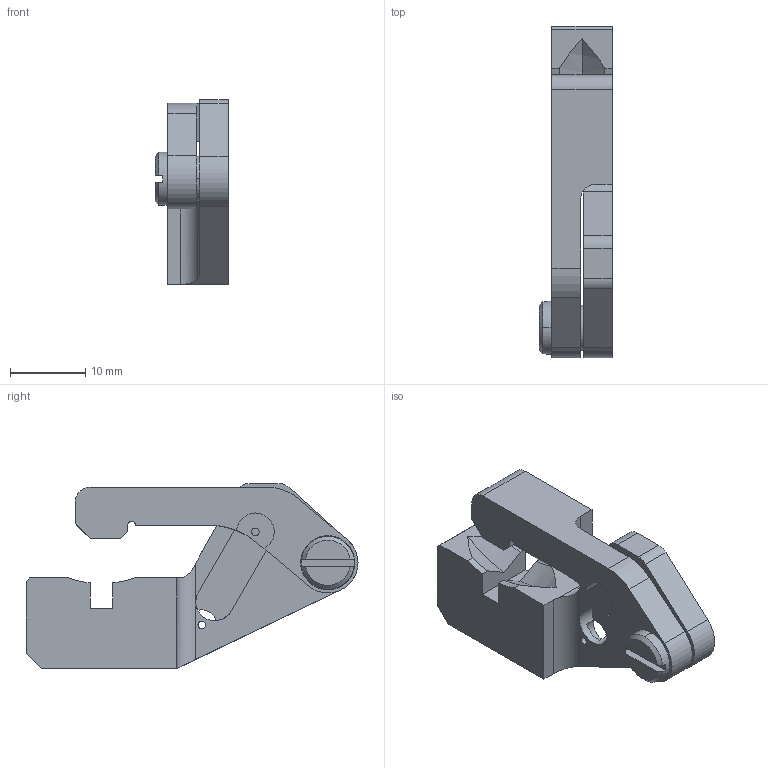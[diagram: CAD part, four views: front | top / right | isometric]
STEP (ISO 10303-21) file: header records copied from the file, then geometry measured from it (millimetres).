
FILE_DESCRIPTION((''),'2;1');
FILE_NAME('VMB-A2_ASM','2024-10-08T10:30:56',('R&D'),(''),'CREO PARAMETRIC BY PTC INC, 2021063','CREO PARAMETRIC BY PTC INC, 2021063','');
FILE_SCHEMA(('CONFIG_CONTROL_DESIGN'));
Length unit declared in the file: millimetre
Products named in the file (6): VMB-A2-1; VMB-A2-2; VMB-A2-3; VMB-A2-4; VMB-A2-5; VMB-A2_ASM
Assembly tree (5 placements, depth 2):
  VMB-A2_ASM
    VMB-A2-1
    VMB-A2-2
    VMB-A2-3
    VMB-A2-4
    VMB-A2-5
Bounding box: 9.8 x 44 x 24.5 mm (x, y, z)
Volume: 4074.8 mm3; surface area: 3546.7 mm2
Topology: 5 solids, 5 shells, 173 faces, 461 edges, 303 vertices
Faces by surface type: cylinder 77, plane 56, bspline 26, cone 14
Entity records: 8942 total; most frequent: CARTESIAN_POINT 4662, ORIENTED_EDGE 922, DIRECTION 777, EDGE_CURVE 461, VERTEX_POINT 303, AXIS2_PLACEMENT_3D 284, VECTOR 209, LINE 209
